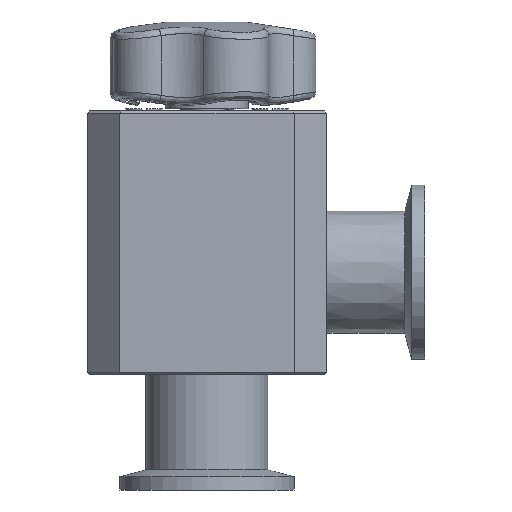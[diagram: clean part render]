
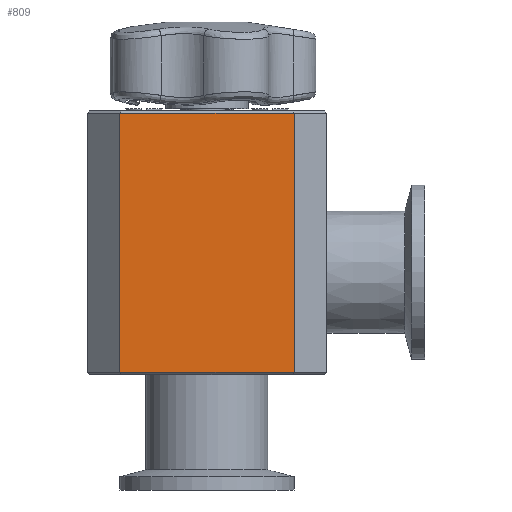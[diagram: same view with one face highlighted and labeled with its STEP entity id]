
A CAD part, left-side view. The second image highlights one B-rep face of the part: STEP entity #809.
In plain terms, the highlighted planar face has unit normal (-1, 0, 0).
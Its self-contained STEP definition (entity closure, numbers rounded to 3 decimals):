
#809=ADVANCED_FACE('',(#3000),#3002,.T.);
#3000=FACE_BOUND('',#3001,.T.);
#3001=EDGE_LOOP('',(#5726,#5727,#5728,#5729));
#3002=PLANE('',#3003);
#3003=AXIS2_PLACEMENT_3D('',#3004,#3005,#3006);
#3004=CARTESIAN_POINT('',(-27.5,27.5,-32.5));
#3005=DIRECTION('',(-1.,0.,0.));
#3006=DIRECTION('',(0.,-1.,0.));
#5726=ORIENTED_EDGE('',*,*,#6205,.F.);
#5727=ORIENTED_EDGE('',*,*,#6206,.F.);
#5728=ORIENTED_EDGE('',*,*,#6207,.T.);
#5729=ORIENTED_EDGE('',*,*,#6186,.T.);
#6186=EDGE_CURVE('',#6639,#6637,#6640,.F.);
#6205=EDGE_CURVE('',#6671,#6637,#6672,.T.);
#6206=EDGE_CURVE('',#6673,#6671,#6674,.T.);
#6207=EDGE_CURVE('',#6673,#6639,#6675,.F.);
#6637=VERTEX_POINT('',#8483);
#6639=VERTEX_POINT('',#8487);
#6640=LINE('',#8488,#8489);
#6671=VERTEX_POINT('',#8559);
#6672=LINE('',#8560,#8561);
#6673=VERTEX_POINT('',#8563);
#6674=LINE('',#8564,#8565);
#6675=LINE('',#8567,#8568);
#8483=CARTESIAN_POINT('',(-27.5,-20.,54.));
#8487=CARTESIAN_POINT('',(-27.5,-20.,-5.5));
#8488=CARTESIAN_POINT('',(-27.5,-20.,54.));
#8489=VECTOR('',#8490,1.);
#8490=DIRECTION('',(0.,0.,-1.));
#8559=CARTESIAN_POINT('',(-27.5,20.,54.));
#8560=CARTESIAN_POINT('',(-27.5,20.,54.));
#8561=VECTOR('',#8562,1.);
#8562=DIRECTION('',(0.,-1.,0.));
#8563=CARTESIAN_POINT('',(-27.5,20.,-5.5));
#8564=CARTESIAN_POINT('',(-27.5,20.,-5.5));
#8565=VECTOR('',#8566,1.);
#8566=DIRECTION('',(0.,0.,1.));
#8567=CARTESIAN_POINT('',(-27.5,-20.,-5.5));
#8568=VECTOR('',#8569,1.);
#8569=DIRECTION('',(0.,1.,0.));
